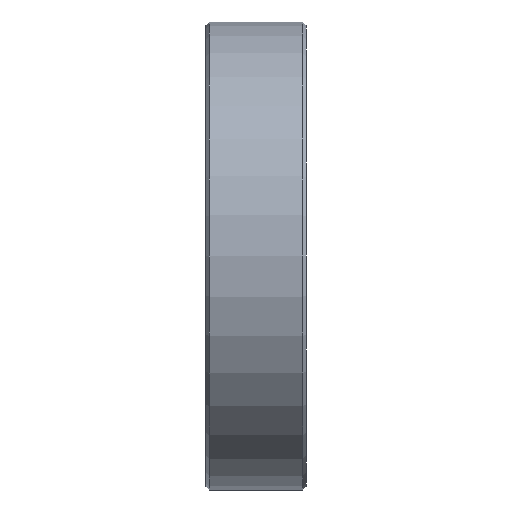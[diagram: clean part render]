
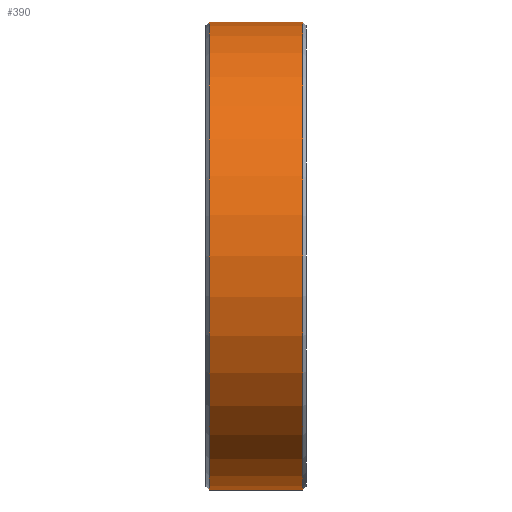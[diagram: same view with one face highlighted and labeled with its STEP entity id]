
A CAD part, front view. The second image highlights one B-rep face of the part: STEP entity #390.
In plain terms, the highlighted cylindrical face has radius 16.891 mm (diameter 33.782 mm), a partial arc.
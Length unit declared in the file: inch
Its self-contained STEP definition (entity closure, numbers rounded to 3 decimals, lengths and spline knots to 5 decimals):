
#80 = ORIENTED_EDGE ( 'NONE', *, *, #888, .T. ) ;
#111 = VECTOR ( 'NONE', #950, 39.37008 ) ;
#142 = AXIS2_PLACEMENT_3D ( 'NONE', #1706, #1650, #240 ) ;
#158 = CARTESIAN_POINT ( 'NONE',  ( 0., 0., 0. ) ) ;
#169 = VERTEX_POINT ( 'NONE', #1605 ) ;
#175 = DIRECTION ( 'NONE',  ( 0., 0., 1. ) ) ;
#233 = CARTESIAN_POINT ( 'NONE',  ( 0., 0., 0.665 ) ) ;
#240 = DIRECTION ( 'NONE',  ( 0., 0., -1. ) ) ;
#299 = CYLINDRICAL_SURFACE ( 'NONE', #402, 0.665 ) ;
#330 = AXIS2_PLACEMENT_3D ( 'NONE', #594, #1322, #175 ) ;
#353 = VERTEX_POINT ( 'NONE', #1152 ) ;
#358 = DIRECTION ( 'NONE',  ( 0., 0., 1. ) ) ;
#390 = ADVANCED_FACE ( 'NONE', ( #1555 ), #299, .T. ) ;
#402 = AXIS2_PLACEMENT_3D ( 'NONE', #158, #1184, #358 ) ;
#481 = VERTEX_POINT ( 'NONE', #1606 ) ;
#594 = CARTESIAN_POINT ( 'NONE',  ( 0.275, 0., 0. ) ) ;
#683 = CIRCLE ( 'NONE', #142, 0.665 ) ;
#773 = DIRECTION ( 'NONE',  ( -1., 0., 0. ) ) ;
#838 = EDGE_CURVE ( 'NONE', #353, #169, #1312, .T. ) ;
#842 = ORIENTED_EDGE ( 'NONE', *, *, #838, .F. ) ;
#888 = EDGE_CURVE ( 'NONE', #481, #169, #683, .T. ) ;
#901 = CARTESIAN_POINT ( 'NONE',  ( 0., 0., -0.665 ) ) ;
#950 = DIRECTION ( 'NONE',  ( -1., 0., 0. ) ) ;
#1095 = VECTOR ( 'NONE', #773, 39.37008 ) ;
#1152 = CARTESIAN_POINT ( 'NONE',  ( 0.275, 0., -0.665 ) ) ;
#1153 = EDGE_CURVE ( 'NONE', #1722, #481, #1517, .T. ) ;
#1184 = DIRECTION ( 'NONE',  ( -1., 0., 0. ) ) ;
#1312 = LINE ( 'NONE', #901, #1095 ) ;
#1322 = DIRECTION ( 'NONE',  ( -1., 0., 0. ) ) ;
#1389 = CARTESIAN_POINT ( 'NONE',  ( 0.275, 0., 0.665 ) ) ;
#1428 = EDGE_LOOP ( 'NONE', ( #842, #1480, #1708, #80 ) ) ;
#1480 = ORIENTED_EDGE ( 'NONE', *, *, #1840, .T. ) ;
#1517 = LINE ( 'NONE', #233, #111 ) ;
#1553 = CIRCLE ( 'NONE', #330, 0.665 ) ;
#1555 = FACE_OUTER_BOUND ( 'NONE', #1428, .T. ) ;
#1605 = CARTESIAN_POINT ( 'NONE',  ( 0.01, 0., -0.665 ) ) ;
#1606 = CARTESIAN_POINT ( 'NONE',  ( 0.01, 0., 0.665 ) ) ;
#1650 = DIRECTION ( 'NONE',  ( 1., 0., 0. ) ) ;
#1706 = CARTESIAN_POINT ( 'NONE',  ( 0.01, 0., 0. ) ) ;
#1708 = ORIENTED_EDGE ( 'NONE', *, *, #1153, .T. ) ;
#1722 = VERTEX_POINT ( 'NONE', #1389 ) ;
#1840 = EDGE_CURVE ( 'NONE', #353, #1722, #1553, .T. ) ;
